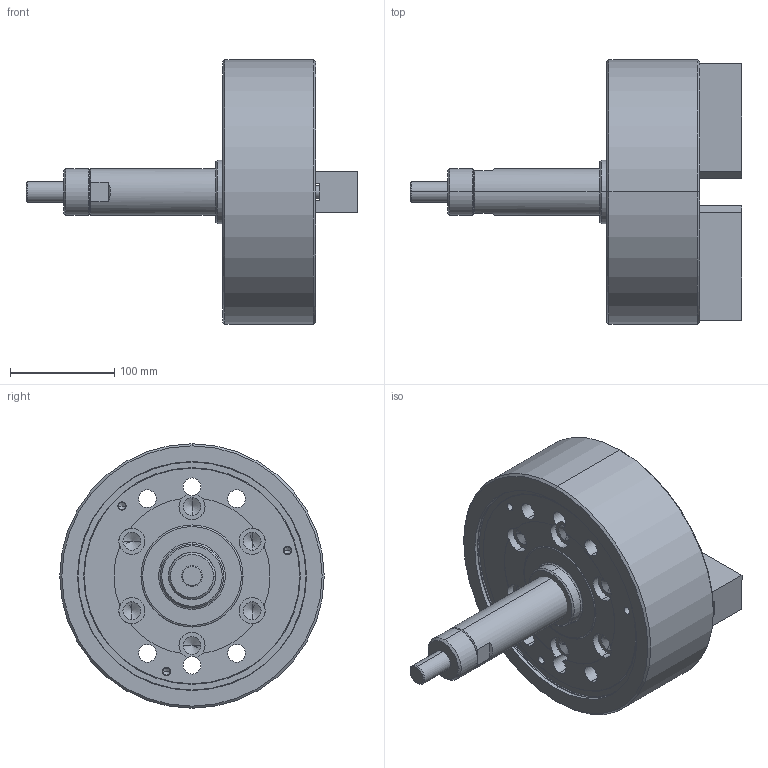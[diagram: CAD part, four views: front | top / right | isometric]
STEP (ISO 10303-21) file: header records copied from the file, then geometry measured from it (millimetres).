
FILE_DESCRIPTION (( 'STEP AP203' ), '1' );
FILE_NAME ('CF-2P-10.STEP', '2019-12-26T06:49:42', ( 'temp' ), ( '' ), 'SwSTEP 2.0', 'SolidWorks 2016', '' );
FILE_SCHEMA (( 'CONFIG_CONTROL_DESIGN' ));
Length unit declared in the file: millimetre
Products named in the file (11): SJ-10; 圓頭內六角螺栓_M5x12; 圓頭內六角螺栓_M12x30; CF-2P-10-0100G; CF-2P-10; CF-2P-10-02000; CF-2P-10-04000; CF-2P-10-08000; CF-3P-08-07000; CF-3P-10-05010; CF-3P-10-06010
Assembly tree (17 placements, depth 2):
  CF-2P-10
    CF-2P-10-0100G
    CF-2P-10-02000
    CF-2P-10-04000
    CF-2P-10-08000
    CF-3P-08-07000
    CF-3P-10-05010
    CF-3P-10-06010
    SJ-10  x2
    圓頭內六角螺栓_M5x12  x4
    圓頭內六角螺栓_M12x30  x4
Bounding box: 318.65 x 254 x 254 mm (x, y, z)
Volume: 4612971.4 mm3; surface area: 395605.8 mm2
Topology: 17 solids, 17 shells, 1807 faces, 5042 edges, 3278 vertices
Faces by surface type: plane 1134, cylinder 479, cone 169, torus 25
Entity records: 35532 total; most frequent: CARTESIAN_POINT 8243, ORIENTED_EDGE 5708, DIRECTION 5118, EDGE_CURVE 2854, VECTOR 1874, LINE 1874, VERTEX_POINT 1870, AXIS2_PLACEMENT_3D 1622
